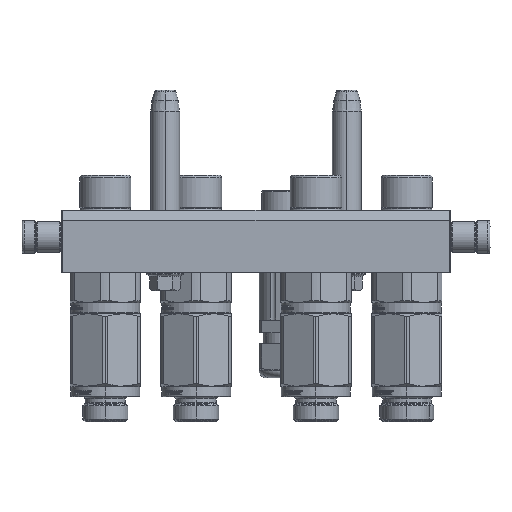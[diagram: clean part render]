
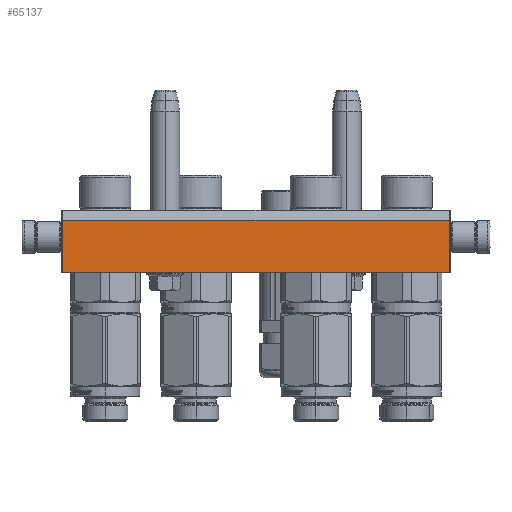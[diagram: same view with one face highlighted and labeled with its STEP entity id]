
A CAD part, left-side view. The second image highlights one B-rep face of the part: STEP entity #65137.
In plain terms, the highlighted face is planar.
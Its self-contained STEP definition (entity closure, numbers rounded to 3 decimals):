
#1463 = ORIENTED_EDGE ( 'NONE', *, *, #26102, .F. ) ;
#5820 = LINE ( 'NONE', #33089, #76040 ) ;
#6784 = AXIS2_PLACEMENT_3D ( 'NONE', #48088, #17071, #35901 ) ;
#7322 = FACE_OUTER_BOUND ( 'NONE', #42934, .T. ) ;
#9417 = CARTESIAN_POINT ( 'NONE',  ( -93.5, -10., -45. ) ) ;
#10998 = PLANE ( 'NONE',  #6784 ) ;
#12050 = EDGE_CURVE ( 'NONE', #42686, #70750, #12553, .T. ) ;
#12553 = LINE ( 'NONE', #70881, #57137 ) ;
#13785 = VECTOR ( 'NONE', #49595, 1000. ) ;
#15341 = DIRECTION ( 'NONE',  ( 0., 1., 0. ) ) ;
#16775 = VERTEX_POINT ( 'NONE', #69665 ) ;
#17071 = DIRECTION ( 'NONE',  ( 0., 0., -1. ) ) ;
#22687 = LINE ( 'NONE', #49870, #72193 ) ;
#24676 = CARTESIAN_POINT ( 'NONE',  ( 93.5, 15., -45. ) ) ;
#26102 = EDGE_CURVE ( 'NONE', #61797, #16775, #5820, .T. ) ;
#32038 = EDGE_CURVE ( 'NONE', #16775, #70750, #46990, .T. ) ;
#33089 = CARTESIAN_POINT ( 'NONE',  ( 93.5, -10., -45. ) ) ;
#35901 = DIRECTION ( 'NONE',  ( -1., 0., 0. ) ) ;
#42686 = VERTEX_POINT ( 'NONE', #9417 ) ;
#42934 = EDGE_LOOP ( 'NONE', ( #48032, #1463, #63243, #75825 ) ) ;
#46990 = LINE ( 'NONE', #24676, #13785 ) ;
#48032 = ORIENTED_EDGE ( 'NONE', *, *, #32038, .F. ) ;
#48088 = CARTESIAN_POINT ( 'NONE',  ( 94., -15., -45. ) ) ;
#49595 = DIRECTION ( 'NONE',  ( -1., 0., 0. ) ) ;
#49870 = CARTESIAN_POINT ( 'NONE',  ( -93.5, -10., -45. ) ) ;
#55537 = CARTESIAN_POINT ( 'NONE',  ( 93.5, -10., -45. ) ) ;
#57137 = VECTOR ( 'NONE', #76462, 1000. ) ;
#57222 = CARTESIAN_POINT ( 'NONE',  ( -93.5, 15., -45. ) ) ;
#57307 = EDGE_CURVE ( 'NONE', #42686, #61797, #22687, .T. ) ;
#61797 = VERTEX_POINT ( 'NONE', #55537 ) ;
#62070 = DIRECTION ( 'NONE',  ( 1., 0., 0. ) ) ;
#63243 = ORIENTED_EDGE ( 'NONE', *, *, #57307, .F. ) ;
#65137 = ADVANCED_FACE ( 'NONE', ( #7322 ), #10998, .T. ) ;
#69665 = CARTESIAN_POINT ( 'NONE',  ( 93.5, 15., -45. ) ) ;
#70750 = VERTEX_POINT ( 'NONE', #57222 ) ;
#70881 = CARTESIAN_POINT ( 'NONE',  ( -93.5, -10., -45. ) ) ;
#72193 = VECTOR ( 'NONE', #62070, 1000. ) ;
#75825 = ORIENTED_EDGE ( 'NONE', *, *, #12050, .T. ) ;
#76040 = VECTOR ( 'NONE', #15341, 1000. ) ;
#76462 = DIRECTION ( 'NONE',  ( 0., 1., 0. ) ) ;
